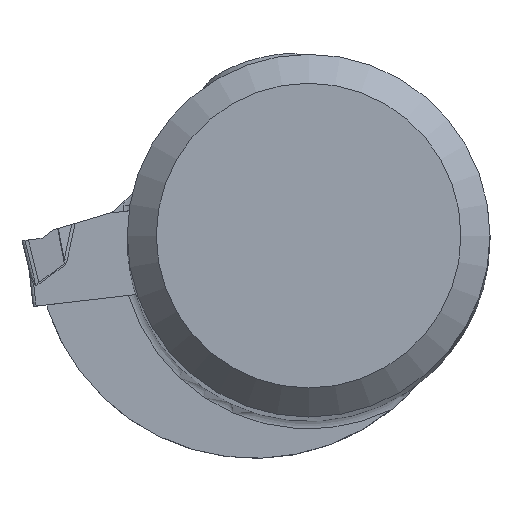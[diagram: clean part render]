
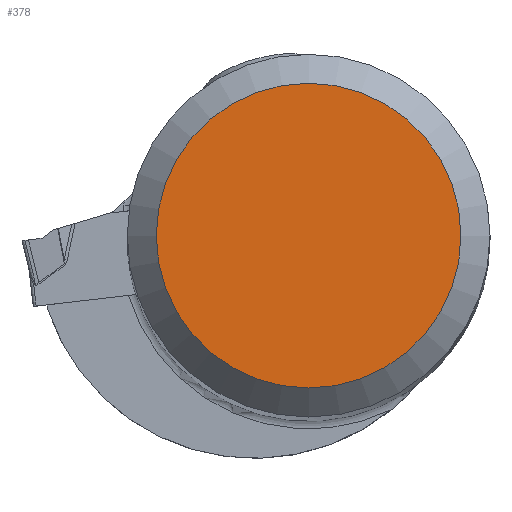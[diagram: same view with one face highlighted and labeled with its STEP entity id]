
A CAD part, top view. The second image highlights one B-rep face of the part: STEP entity #378.
In plain terms, the highlighted planar face has unit normal (0, 0, 1).
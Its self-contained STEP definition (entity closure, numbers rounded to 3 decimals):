
#238=FACE_OUTER_BOUND('',#968,.T.);
#378=ADVANCED_FACE('TB_BL_N10_SU6',(#238),#511,.T.);
#511=PLANE('',#2604);
#968=EDGE_LOOP('',(#1252));
#1252=ORIENTED_EDGE('',*,*,#2148,.T.);
#1891=VERTEX_POINT('',#3843);
#2148=EDGE_CURVE('',#1891,#1891,#2424,.T.);
#2424=CIRCLE('',#2603,10.5);
#2603=AXIS2_PLACEMENT_3D('',#3842,#2945,#2946);
#2604=AXIS2_PLACEMENT_3D('',#3844,#2947,#2948);
#2945=DIRECTION('',(0.,0.,1.));
#2946=DIRECTION('',(1.,0.,0.));
#2947=DIRECTION('',(0.,0.,1.));
#2948=DIRECTION('',(1.,0.,0.));
#3842=CARTESIAN_POINT('',(0.,0.,0.));
#3843=CARTESIAN_POINT('',(10.5,0.,0.));
#3844=CARTESIAN_POINT('',(0.,0.,0.));
